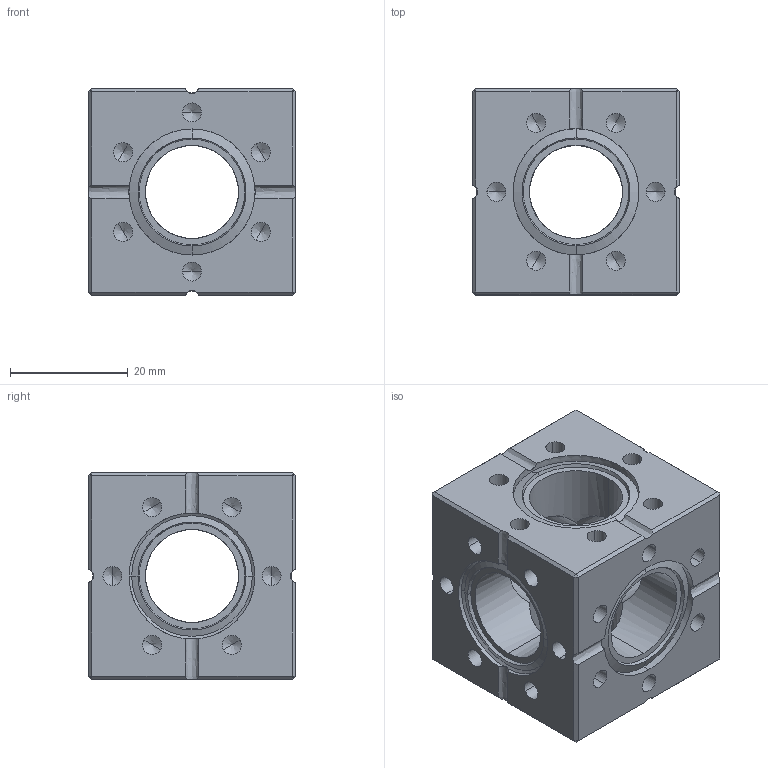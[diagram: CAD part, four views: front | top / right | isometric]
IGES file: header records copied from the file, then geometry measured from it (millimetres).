
Global section: file name: No Iges File Name specified; native system: AutoDesk Inventor R12.0; preprocessor: AutoDesk Inventor Iges Exporter R12.0; date: 20090430.155650; units: millimetre
Bounding box: 35 x 35 x 35 mm (x, y, z)
Volume: 24975.5 mm3; surface area: 11510 mm2
Topology: 1 solids, 1 shells, 256 faces, 654 edges, 360 vertices
Faces by surface type: revolution 116, bspline 78, plane 50, cone 12
